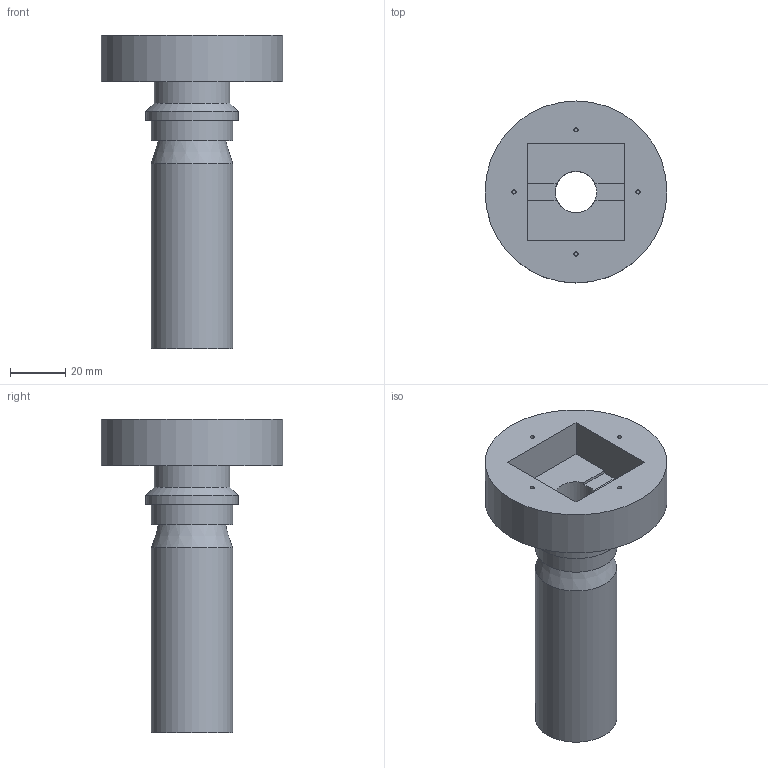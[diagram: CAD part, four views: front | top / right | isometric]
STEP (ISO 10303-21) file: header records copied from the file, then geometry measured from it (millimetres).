
FILE_DESCRIPTION(/* description */ (''),/* implementation_level */ '2;1');
FILE_NAME(/* name */ 'Camera Mast Old v6.stp',/* time_stamp */ '2020-12-05T18:14:52+01:00',/* author */ (''),/* organization */ (''),/* preprocessor_version */ 'ST-DEVELOPER v18.1',/* originating_system */ 'Autodesk Translation Framework v9.3.0.1241',/* authorisation */ '');
FILE_SCHEMA (('AUTOMOTIVE_DESIGN { 1 0 10303 214 3 1 1 }'));
Length unit declared in the file: millimetre
Products named in the file (2): Camera Mast Old; Arm Cam
Assembly tree (1 placements, depth 2):
  Camera Mast Old
    Arm Cam
Bounding box: 66 x 66 x 113.85 mm (x, y, z)
Volume: 71089.1 mm3; surface area: 28285.5 mm2
Topology: 1 solids, 1 shells, 35 faces, 74 edges, 49 vertices
Faces by surface type: plane 22, cylinder 11, cone 2
Full cylindrical faces by diameter (mm): 1.5 x4, 15 x1, 23.5 x1, 27.5 x1, 29.5 x2, 33.5 x1, 66 x1
Entity records: 1013 total; most frequent: DIRECTION 179, CARTESIAN_POINT 161, ORIENTED_EDGE 148, EDGE_CURVE 74, AXIS2_PLACEMENT_3D 67, VERTEX_POINT 49, EDGE_LOOP 45, LINE 45
